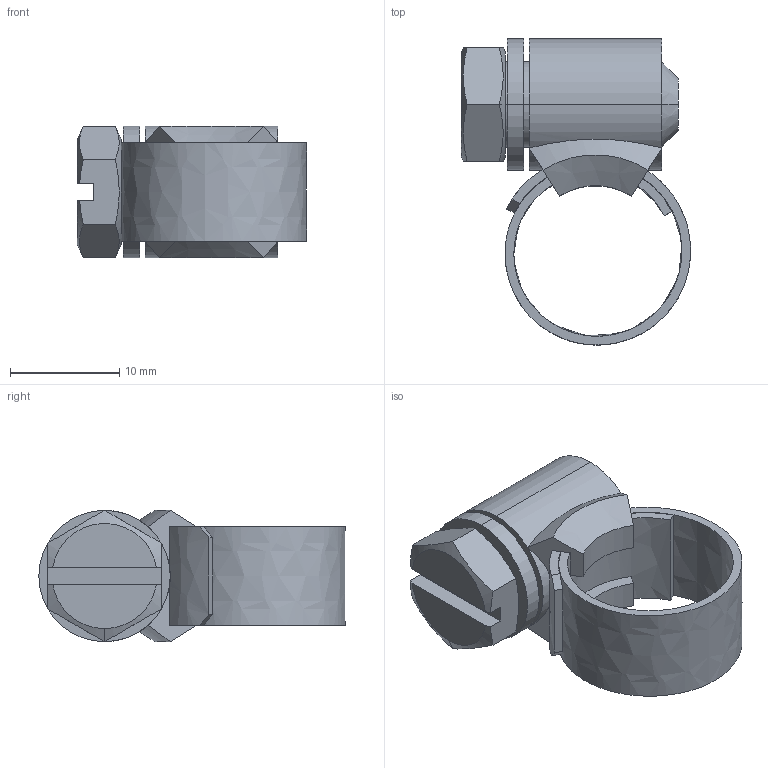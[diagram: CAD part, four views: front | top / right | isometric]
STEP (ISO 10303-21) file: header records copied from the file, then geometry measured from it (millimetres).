
FILE_DESCRIPTION (( 'STEP AP203' ), '1' );
FILE_NAME ('3D-R148_8-15_171781000.STEP', '2024-08-31T18:16:55', ( '' ), ( '' ), 'SwSTEP 2.0', 'SolidWorks 2024', '' );
FILE_SCHEMA (( 'CONFIG_CONTROL_DESIGN' ));
Length unit declared in the file: millimetre
Products named in the file (1): 3D-R148_8-15_171781000
Bounding box: 20.94 x 27.98 x 12 mm (x, y, z)
Volume: 2519.8 mm3; surface area: 2942.2 mm2
Topology: 2 solids, 2 shells, 79 faces, 206 edges, 131 vertices
Faces by surface type: plane 39, cylinder 26, cone 11, bspline 3
Entity records: 3348 total; most frequent: CARTESIAN_POINT 1424, ORIENTED_EDGE 412, DIRECTION 341, EDGE_CURVE 206, VERTEX_POINT 131, AXIS2_PLACEMENT_3D 126, EDGE_LOOP 89, LINE 89
